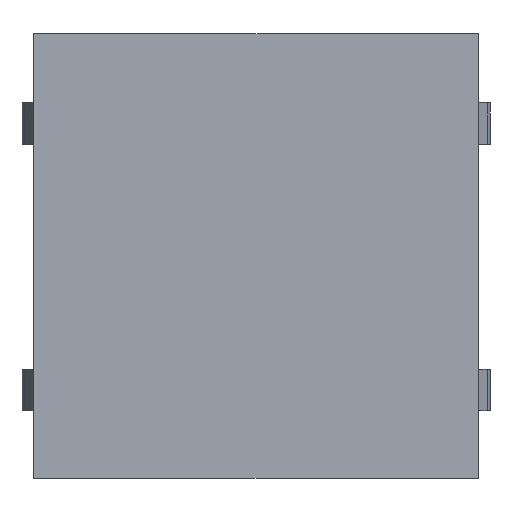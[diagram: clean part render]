
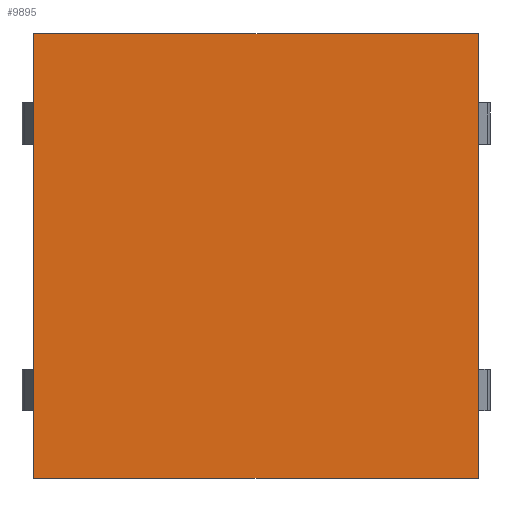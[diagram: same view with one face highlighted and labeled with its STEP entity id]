
A CAD part, top view. The second image highlights one B-rep face of the part: STEP entity #9895.
In plain terms, the highlighted planar face has unit normal (0, 0, 1).
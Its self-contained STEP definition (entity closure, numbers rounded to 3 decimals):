
#9141=CARTESIAN_POINT('',(-3.75,-3.75,2.3));
#9142=VERTEX_POINT('',#9141);
#9149=CARTESIAN_POINT('',(-3.75,3.75,2.3));
#9150=VERTEX_POINT('',#9149);
#9151=CARTESIAN_POINT('',(-3.75,-3.75,2.3));
#9152=DIRECTION('',(0.0,1.0,0.0));
#9153=VECTOR('',#9152,7.5);
#9154=LINE('',#9151,#9153);
#9155=EDGE_CURVE('',#9142,#9150,#9154,.T.);
#9805=CARTESIAN_POINT('',(3.75,3.75,2.3));
#9806=VERTEX_POINT('',#9805);
#9813=CARTESIAN_POINT('',(3.75,-3.75,2.3));
#9814=VERTEX_POINT('',#9813);
#9815=CARTESIAN_POINT('',(3.75,3.75,2.3));
#9816=DIRECTION('',(0.0,-1.0,0.0));
#9817=VECTOR('',#9816,7.5);
#9818=LINE('',#9815,#9817);
#9819=EDGE_CURVE('',#9806,#9814,#9818,.T.);
#9845=CARTESIAN_POINT('',(3.75,-3.75,2.3));
#9846=DIRECTION('',(-1.0,0.0,0.0));
#9847=VECTOR('',#9846,7.5);
#9848=LINE('',#9845,#9847);
#9849=EDGE_CURVE('',#9814,#9142,#9848,.T.);
#9867=CARTESIAN_POINT('',(-3.75,3.75,2.3));
#9868=DIRECTION('',(1.0,0.0,0.0));
#9869=VECTOR('',#9868,7.5);
#9870=LINE('',#9867,#9869);
#9871=EDGE_CURVE('',#9150,#9806,#9870,.T.);
#9884=CARTESIAN_POINT('',(0.,0.,2.3));
#9885=DIRECTION('',(0.0,0.0,1.0));
#9886=DIRECTION('',(1.0,0.0,0.0));
#9887=AXIS2_PLACEMENT_3D('',#9884,#9885,#9886);
#9888=PLANE('',#9887);
#9889=ORIENTED_EDGE('',*,*,#9819,.F.);
#9890=ORIENTED_EDGE('',*,*,#9871,.F.);
#9891=ORIENTED_EDGE('',*,*,#9155,.F.);
#9892=ORIENTED_EDGE('',*,*,#9849,.F.);
#9893=EDGE_LOOP('',(#9889,#9890,#9891,#9892));
#9894=FACE_OUTER_BOUND('',#9893,.T.);
#9895=ADVANCED_FACE('',(#9894),#9888,.T.);
